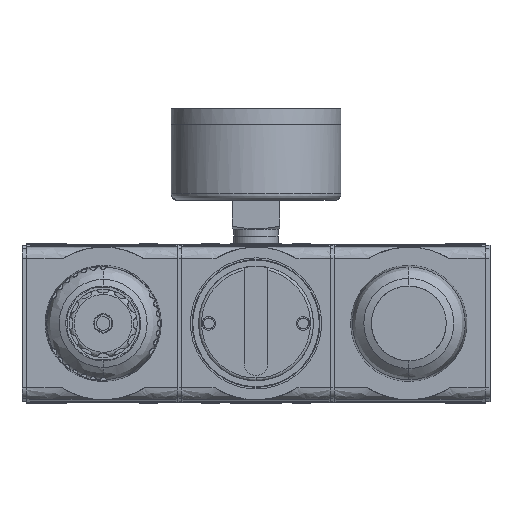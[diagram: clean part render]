
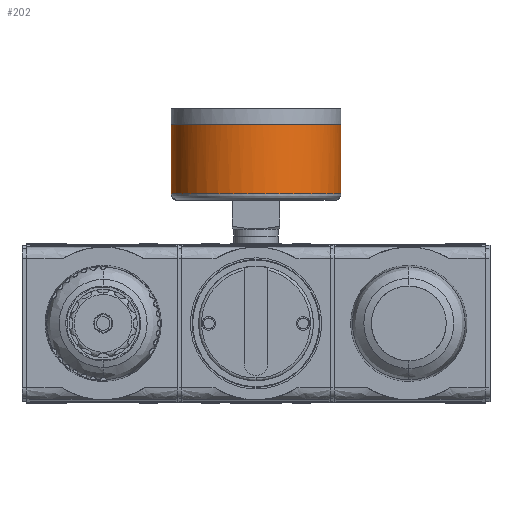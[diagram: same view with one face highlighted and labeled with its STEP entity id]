
A CAD part, front view. The second image highlights one B-rep face of the part: STEP entity #202.
In plain terms, the highlighted free-form (B-spline) face has degree [2, 1] with [5, 2] control points.
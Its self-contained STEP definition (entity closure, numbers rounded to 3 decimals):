
#202=ADVANCED_FACE('',(#1046),#13658,.T.);
#1046=FACE_OUTER_BOUND('',#1896,.T.);
#1896=EDGE_LOOP('',(#2946,#2947,#2948,#2949));
#2946=ORIENTED_EDGE('',*,*,#7278,.T.);
#2947=ORIENTED_EDGE('',*,*,#7282,.T.);
#2948=ORIENTED_EDGE('',*,*,#7281,.T.);
#2949=ORIENTED_EDGE('',*,*,#7317,.F.);
#7278=EDGE_CURVE('',#11724,#11725,#10933,.T.);
#7281=EDGE_CURVE('',#11722,#11723,#10936,.T.);
#7282=EDGE_CURVE('',#11725,#11722,#9479,.T.);
#7317=EDGE_CURVE('',#11724,#11723,#9507,.T.);
#9479=B_SPLINE_CURVE_WITH_KNOTS('',1,(#16380,#16381),.UNSPECIFIED.,.F.,
 .F.,(2,2),(2.06,22.54),.UNSPECIFIED.);
#9507=B_SPLINE_CURVE_WITH_KNOTS('',1,(#16481,#16482),.UNSPECIFIED.,.F.,
 .F.,(2,2),(2.06,22.54),.UNSPECIFIED.);
#10933=(
BOUNDED_CURVE()
B_SPLINE_CURVE(2,(#16360,#16361,#16362,#16363,#16364),.UNSPECIFIED.,.F.,
 .F.)
B_SPLINE_CURVE_WITH_KNOTS((3,2,3),(-157.08,-117.81,-78.54),
 .UNSPECIFIED.)
CURVE()
GEOMETRIC_REPRESENTATION_ITEM()
RATIONAL_B_SPLINE_CURVE((1.,0.707,1.,0.707,1.))
REPRESENTATION_ITEM('')
);
#10936=(
BOUNDED_CURVE()
B_SPLINE_CURVE(2,(#16375,#16376,#16377,#16378,#16379),.UNSPECIFIED.,.F.,
 .F.)
B_SPLINE_CURVE_WITH_KNOTS((3,2,3),(78.54,117.81,157.08),
 .UNSPECIFIED.)
CURVE()
GEOMETRIC_REPRESENTATION_ITEM()
RATIONAL_B_SPLINE_CURVE((1.,0.707,1.,0.707,1.))
REPRESENTATION_ITEM('')
);
#11722=VERTEX_POINT('',#16176);
#11723=VERTEX_POINT('',#16177);
#11724=VERTEX_POINT('',#16178);
#11725=VERTEX_POINT('',#16179);
#13658=(
BOUNDED_SURFACE()
B_SPLINE_SURFACE(2,1,((#16083,#16084),(#16085,#16086),(#16087,#16088),(#16089,
#16090),(#16091,#16092)),.UNSPECIFIED.,.F.,.F.,.F.)
B_SPLINE_SURFACE_WITH_KNOTS((3,2,3),(2,2),(78.54,117.81,
157.08),(0.,24.6),.UNSPECIFIED.)
GEOMETRIC_REPRESENTATION_ITEM()
RATIONAL_B_SPLINE_SURFACE(((1.,1.),(0.707,0.707),
(1.,1.),(0.707,0.707),(1.,1.)))
REPRESENTATION_ITEM('')
SURFACE()
);
#16083=CARTESIAN_POINT('',(-25.,0.,15.44));
#16084=CARTESIAN_POINT('',(-25.,0.,40.04));
#16085=CARTESIAN_POINT('',(-25.,-25.,15.44));
#16086=CARTESIAN_POINT('',(-25.,-25.,40.04));
#16087=CARTESIAN_POINT('',(0.,-25.,15.44));
#16088=CARTESIAN_POINT('',(0.,-25.,40.04));
#16089=CARTESIAN_POINT('',(25.,-25.,15.44));
#16090=CARTESIAN_POINT('',(25.,-25.,40.04));
#16091=CARTESIAN_POINT('',(25.,0.,15.44));
#16092=CARTESIAN_POINT('',(25.,0.,40.04));
#16176=CARTESIAN_POINT('',(25.,0.,37.98));
#16177=CARTESIAN_POINT('',(-25.,0.,37.98));
#16178=CARTESIAN_POINT('',(-25.,0.,17.5));
#16179=CARTESIAN_POINT('',(25.,0.,17.5));
#16360=CARTESIAN_POINT('',(-25.,0.,17.5));
#16361=CARTESIAN_POINT('',(-25.,-25.,17.5));
#16362=CARTESIAN_POINT('',(0.,-25.,17.5));
#16363=CARTESIAN_POINT('',(25.,-25.,17.5));
#16364=CARTESIAN_POINT('',(25.,0.,17.5));
#16375=CARTESIAN_POINT('',(25.,0.,37.98));
#16376=CARTESIAN_POINT('',(25.,-25.,37.98));
#16377=CARTESIAN_POINT('',(0.,-25.,37.98));
#16378=CARTESIAN_POINT('',(-25.,-25.,37.98));
#16379=CARTESIAN_POINT('',(-25.,0.,37.98));
#16380=CARTESIAN_POINT('',(25.,0.,17.5));
#16381=CARTESIAN_POINT('',(25.,0.,37.98));
#16481=CARTESIAN_POINT('',(-25.,0.,17.5));
#16482=CARTESIAN_POINT('',(-25.,0.,37.98));
